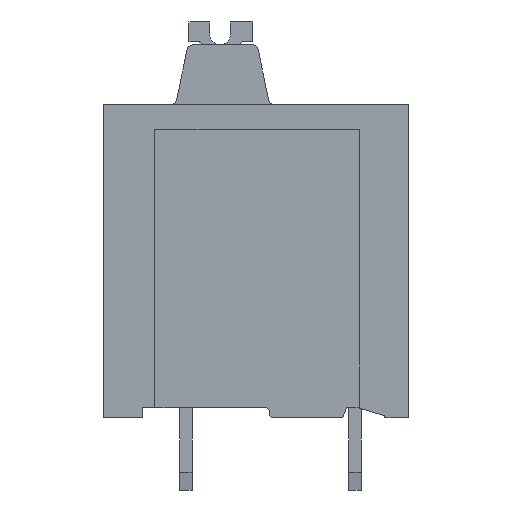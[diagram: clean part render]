
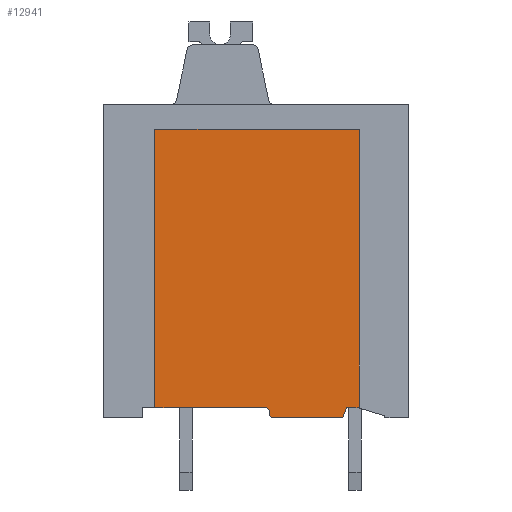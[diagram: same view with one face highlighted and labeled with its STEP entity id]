
A CAD part, left-side view. The second image highlights one B-rep face of the part: STEP entity #12941.
In plain terms, the highlighted planar face has unit normal (-1, 0, 0).
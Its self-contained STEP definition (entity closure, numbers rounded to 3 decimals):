
#5772=AXIS2_PLACEMENT_3D('Plane Axis2P3D',#5769,#5770,#5771) ;
#10538=AXIS2_PLACEMENT_3D('Circle Axis2P3D',#10536,#10537,$) ;
#10593=AXIS2_PLACEMENT_3D('Circle Axis2P3D',#10591,#10592,$) ;
#5769=CARTESIAN_POINT('Axis2P3D Location',(1.1,2.4,0.)) ;
#10411=CARTESIAN_POINT('Vertex',(1.1,2.5,4.)) ;
#10423=CARTESIAN_POINT('Vertex',(1.1,2.4,3.97)) ;
#10426=CARTESIAN_POINT('Line Origine',(1.1,2.45,3.985)) ;
#10507=CARTESIAN_POINT('Vertex',(1.1,6.95,4.)) ;
#10510=CARTESIAN_POINT('Line Origine',(1.1,9.625,4.)) ;
#10514=CARTESIAN_POINT('Vertex',(1.1,12.3,4.)) ;
#10536=CARTESIAN_POINT('Axis2P3D Location',(1.1,6.95,3.8)) ;
#10540=CARTESIAN_POINT('Vertex',(1.1,6.75,3.8)) ;
#10564=CARTESIAN_POINT('Vertex',(1.1,6.75,3.7)) ;
#10567=CARTESIAN_POINT('Line Origine',(1.1,6.75,3.75)) ;
#10588=CARTESIAN_POINT('Vertex',(1.1,6.55,3.5)) ;
#10591=CARTESIAN_POINT('Axis2P3D Location',(1.1,6.55,3.7)) ;
#10607=CARTESIAN_POINT('Vertex',(1.1,3.2,3.5)) ;
#10610=CARTESIAN_POINT('Line Origine',(1.1,4.875,3.5)) ;
#10631=CARTESIAN_POINT('Vertex',(1.1,3.,4.)) ;
#10634=CARTESIAN_POINT('Line Origine',(1.1,3.1,3.75)) ;
#10646=CARTESIAN_POINT('Line Origine',(1.1,2.75,4.)) ;
#10663=CARTESIAN_POINT('Line Origine',(1.1,12.3,10.75)) ;
#10667=CARTESIAN_POINT('Vertex',(1.1,12.3,17.5)) ;
#10687=CARTESIAN_POINT('Line Origine',(1.1,7.35,17.5)) ;
#10691=CARTESIAN_POINT('Vertex',(1.1,2.4,17.5)) ;
#10711=CARTESIAN_POINT('Line Origine',(1.1,2.4,10.735)) ;
#5770=DIRECTION('Axis2P3D Direction',(1.,0.,0.)) ;
#5771=DIRECTION('Axis2P3D XDirection',(0.,1.,0.)) ;
#10427=DIRECTION('Vector Direction',(0.,-0.959,-0.284)) ;
#10511=DIRECTION('Vector Direction',(0.,1.,0.)) ;
#10537=DIRECTION('Axis2P3D Direction',(-1.,0.,0.)) ;
#10568=DIRECTION('Vector Direction',(0.,0.,1.)) ;
#10592=DIRECTION('Axis2P3D Direction',(-1.,0.,0.)) ;
#10611=DIRECTION('Vector Direction',(0.,1.,0.)) ;
#10635=DIRECTION('Vector Direction',(0.,0.371,-0.928)) ;
#10647=DIRECTION('Vector Direction',(0.,1.,0.)) ;
#10664=DIRECTION('Vector Direction',(0.,0.,1.)) ;
#10688=DIRECTION('Vector Direction',(0.,1.,0.)) ;
#10712=DIRECTION('Vector Direction',(0.,0.,1.)) ;
#10428=VECTOR('Line Direction',#10427,1.) ;
#10512=VECTOR('Line Direction',#10511,1.) ;
#10569=VECTOR('Line Direction',#10568,1.) ;
#10612=VECTOR('Line Direction',#10611,1.) ;
#10636=VECTOR('Line Direction',#10635,1.) ;
#10648=VECTOR('Line Direction',#10647,1.) ;
#10665=VECTOR('Line Direction',#10664,1.) ;
#10689=VECTOR('Line Direction',#10688,1.) ;
#10713=VECTOR('Line Direction',#10712,1.) ;
#12929=ORIENTED_EDGE('',*,*,#10516,.F.) ;
#12930=ORIENTED_EDGE('',*,*,#10542,.T.) ;
#12931=ORIENTED_EDGE('',*,*,#10571,.F.) ;
#12932=ORIENTED_EDGE('',*,*,#10595,.F.) ;
#12933=ORIENTED_EDGE('',*,*,#10614,.F.) ;
#12934=ORIENTED_EDGE('',*,*,#10638,.F.) ;
#12935=ORIENTED_EDGE('',*,*,#10650,.F.) ;
#12936=ORIENTED_EDGE('',*,*,#10430,.T.) ;
#12937=ORIENTED_EDGE('',*,*,#10715,.T.) ;
#12938=ORIENTED_EDGE('',*,*,#10693,.T.) ;
#12939=ORIENTED_EDGE('',*,*,#10669,.F.) ;
#12941=ADVANCED_FACE('_LMF 5.00/14/180  3.5SN OR BX 1330310000',(#12940),#5773,.F.) ;
#10539=CIRCLE('generated circle',#10538,0.2) ;
#10594=CIRCLE('generated circle',#10593,0.2) ;
#10430=EDGE_CURVE('',#10412,#10424,#10429,.T.) ;
#10516=EDGE_CURVE('',#10508,#10515,#10513,.T.) ;
#10542=EDGE_CURVE('',#10508,#10541,#10539,.F.) ;
#10571=EDGE_CURVE('',#10565,#10541,#10570,.T.) ;
#10595=EDGE_CURVE('',#10589,#10565,#10594,.F.) ;
#10614=EDGE_CURVE('',#10608,#10589,#10613,.T.) ;
#10638=EDGE_CURVE('',#10632,#10608,#10637,.T.) ;
#10650=EDGE_CURVE('',#10412,#10632,#10649,.T.) ;
#10669=EDGE_CURVE('',#10515,#10668,#10666,.T.) ;
#10693=EDGE_CURVE('',#10692,#10668,#10690,.T.) ;
#10715=EDGE_CURVE('',#10424,#10692,#10714,.T.) ;
#12928=EDGE_LOOP('',(#12929,#12930,#12931,#12932,#12933,#12934,#12935,#12936,#12937,#12938,#12939)) ;
#12940=FACE_OUTER_BOUND('',#12928,.T.) ;
#10429=LINE('Line',#10426,#10428) ;
#10513=LINE('Line',#10510,#10512) ;
#10570=LINE('Line',#10567,#10569) ;
#10613=LINE('Line',#10610,#10612) ;
#10637=LINE('Line',#10634,#10636) ;
#10649=LINE('Line',#10646,#10648) ;
#10666=LINE('Line',#10663,#10665) ;
#10690=LINE('Line',#10687,#10689) ;
#10714=LINE('Line',#10711,#10713) ;
#5773=PLANE('',#5772) ;
#10412=VERTEX_POINT('',#10411) ;
#10424=VERTEX_POINT('',#10423) ;
#10508=VERTEX_POINT('',#10507) ;
#10515=VERTEX_POINT('',#10514) ;
#10541=VERTEX_POINT('',#10540) ;
#10565=VERTEX_POINT('',#10564) ;
#10589=VERTEX_POINT('',#10588) ;
#10608=VERTEX_POINT('',#10607) ;
#10632=VERTEX_POINT('',#10631) ;
#10668=VERTEX_POINT('',#10667) ;
#10692=VERTEX_POINT('',#10691) ;
